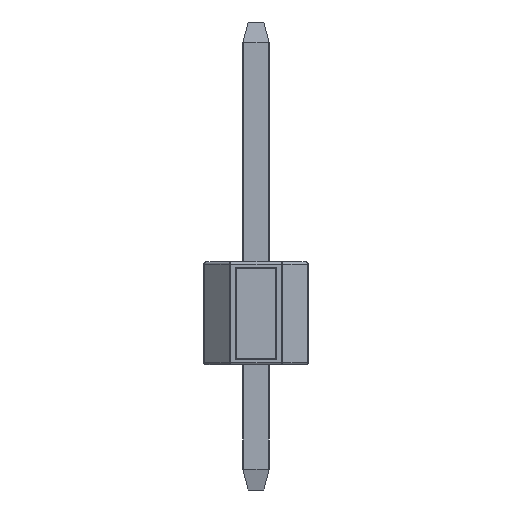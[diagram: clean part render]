
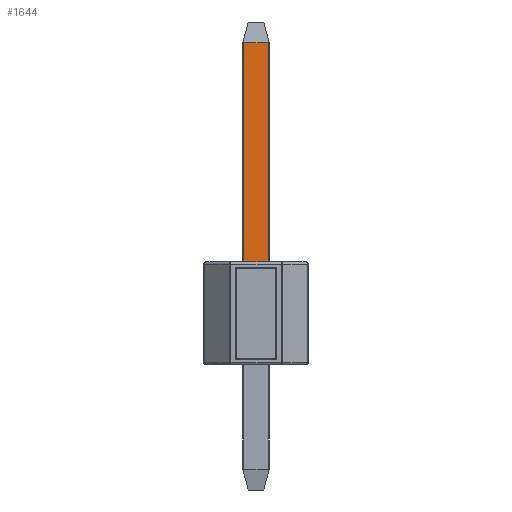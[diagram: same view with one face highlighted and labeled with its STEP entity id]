
A CAD part, left-side view. The second image highlights one B-rep face of the part: STEP entity #1644.
In plain terms, the highlighted planar face has unit normal (-1, 0, 0).
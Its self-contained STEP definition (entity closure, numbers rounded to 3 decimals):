
#295=FACE_OUTER_BOUND('',#389,.T.);
#389=EDGE_LOOP('',(#1334,#1335,#1336,#1337));
#498=LINE('',#2703,#638);
#521=LINE('',#2751,#661);
#522=LINE('',#2753,#662);
#523=LINE('',#2754,#663);
#638=VECTOR('',#2225,10.);
#661=VECTOR('',#2276,10.);
#662=VECTOR('',#2277,10.);
#663=VECTOR('',#2278,10.);
#702=VERTEX_POINT('',#2444);
#705=VERTEX_POINT('',#2451);
#784=VERTEX_POINT('',#2750);
#785=VERTEX_POINT('',#2752);
#954=EDGE_CURVE('',#705,#702,#498,.T.);
#977=EDGE_CURVE('',#784,#702,#521,.T.);
#978=EDGE_CURVE('',#785,#784,#522,.T.);
#979=EDGE_CURVE('',#705,#785,#523,.T.);
#1334=ORIENTED_EDGE('',*,*,#954,.T.);
#1335=ORIENTED_EDGE('',*,*,#977,.F.);
#1336=ORIENTED_EDGE('',*,*,#978,.F.);
#1337=ORIENTED_EDGE('',*,*,#979,.F.);
#1467=PLANE('',#1844);
#1644=ADVANCED_FACE('',(#295),#1467,.T.);
#1844=AXIS2_PLACEMENT_3D('',#2749,#2274,#2275);
#2225=DIRECTION('',(0.,-1.,0.));
#2274=DIRECTION('center_axis',(-1.,0.,0.));
#2275=DIRECTION('ref_axis',(0.,0.,1.));
#2276=DIRECTION('',(0.,0.,-1.));
#2277=DIRECTION('',(0.,-1.,0.));
#2278=DIRECTION('',(0.,0.,1.));
#2444=CARTESIAN_POINT('',(-0.32,-0.297,2.5));
#2451=CARTESIAN_POINT('',(-0.32,0.292,2.5));
#2703=CARTESIAN_POINT('',(-0.32,-0.003,2.5));
#2749=CARTESIAN_POINT('Origin',(-0.32,-0.003,2.645));
#2750=CARTESIAN_POINT('',(-0.32,-0.297,7.832));
#2751=CARTESIAN_POINT('',(-0.32,-0.297,5.493));
#2752=CARTESIAN_POINT('',(-0.32,0.292,7.832));
#2753=CARTESIAN_POINT('',(-0.32,0.158,7.832));
#2754=CARTESIAN_POINT('',(-0.32,0.292,-0.202));
